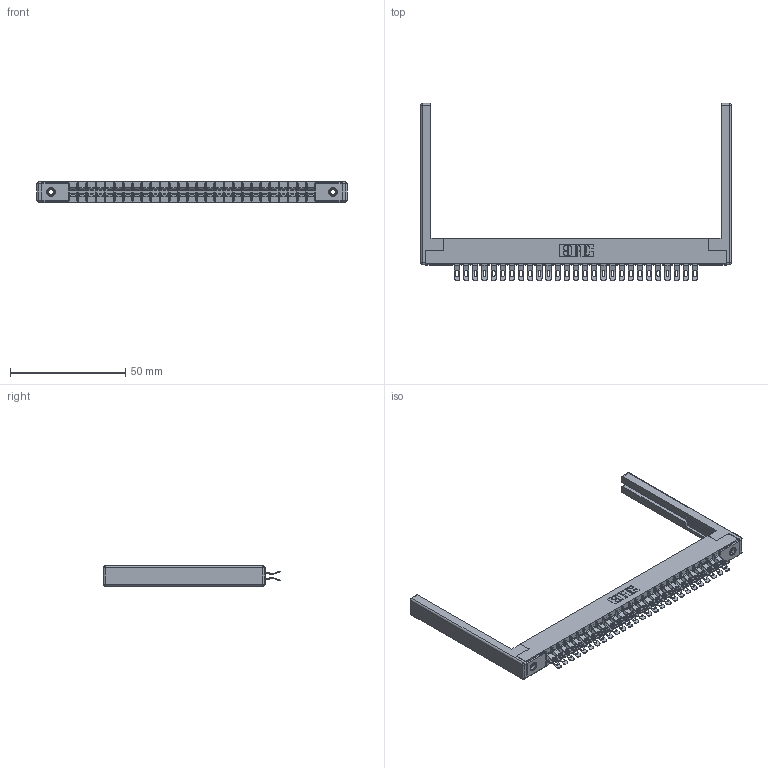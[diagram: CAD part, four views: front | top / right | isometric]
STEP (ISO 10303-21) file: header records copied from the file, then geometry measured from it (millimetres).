
FILE_DESCRIPTION (( 'STEP AP203' ), '1' );
FILE_NAME ('355-054-555-568.STEP', '2019-09-11T17:16:54', ( '' ), ( '' ), 'SwSTEP 2.0', 'SolidWorks 2016', '' );
FILE_SCHEMA (( 'CONFIG_CONTROL_DESIGN' ));
Length unit declared in the file: inch
Products named in the file (5): 305-290-001_555; 355-054-555-568; 307-220-068; 345-250-001_345-250-001-102; 305 Part_.156 Dia
Assembly tree (59 placements, depth 2):
  355-054-555-568
    305 Part_.156 Dia
    305-290-001_555  x54
    345-250-001_345-250-001-102  x2
    307-220-068  x2
Bounding box: 134.42 x 76.71 x 8.71 mm (x, y, z)
Volume: 12780.3 mm3; surface area: 21573.2 mm2
Topology: 59 solids, 59 shells, 3834 faces, 11371 edges, 7414 vertices
Faces by surface type: plane 1884, cylinder 1818, sphere 116, cone 12, torus 4
Entity records: 34443 total; most frequent: CARTESIAN_POINT 5690, ORIENTED_EDGE 5628, DIRECTION 5530, EDGE_CURVE 2814, VECTOR 2230, LINE 2230, VERTEX_POINT 1794, AXIS2_PLACEMENT_3D 1650
